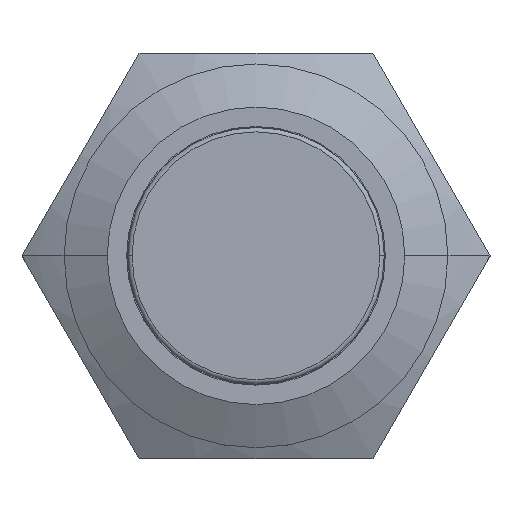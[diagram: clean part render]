
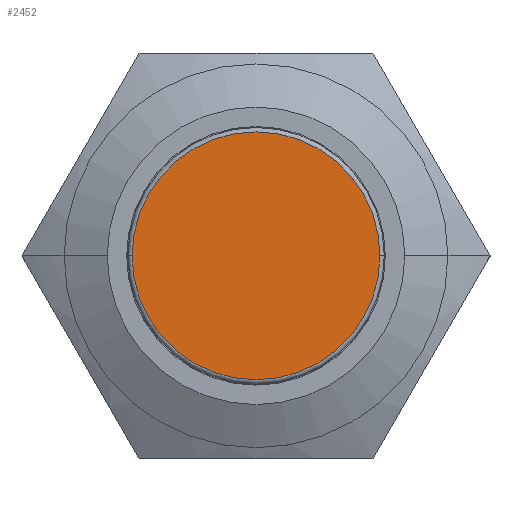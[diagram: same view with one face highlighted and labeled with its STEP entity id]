
A CAD part, top view. The second image highlights one B-rep face of the part: STEP entity #2452.
In plain terms, the highlighted planar face has unit normal (0, 0, 1).
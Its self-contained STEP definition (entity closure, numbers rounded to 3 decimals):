
#392 = EDGE_CURVE ( 'NONE', #2646, #1988, #2556, .T. ) ;
#725 = DIRECTION ( 'NONE',  ( 0., 0., 1. ) ) ;
#730 = DIRECTION ( 'NONE',  ( 1., 0., 0. ) ) ;
#796 = DIRECTION ( 'NONE',  ( 1., 0., 0. ) ) ;
#1988 = VERTEX_POINT ( 'NONE', #4520 ) ;
#2452 = ADVANCED_FACE ( 'NONE', ( #6685 ), #3107, .T. ) ;
#2556 = CIRCLE ( 'NONE', #7276, 5.75 ) ;
#2629 = DIRECTION ( 'NONE',  ( 0., 0., 1. ) ) ;
#2646 = VERTEX_POINT ( 'NONE', #3185 ) ;
#3107 = PLANE ( 'NONE',  #6224 ) ;
#3185 = CARTESIAN_POINT ( 'NONE',  ( -5.75, 0., 1.6 ) ) ;
#3701 = ORIENTED_EDGE ( 'NONE', *, *, #6560, .T. ) ;
#4257 = CIRCLE ( 'NONE', #4507, 5.75 ) ;
#4282 = CARTESIAN_POINT ( 'NONE',  ( 0., 0., 1.6 ) ) ;
#4507 = AXIS2_PLACEMENT_3D ( 'NONE', #5580, #2629, #6835 ) ;
#4520 = CARTESIAN_POINT ( 'NONE',  ( 5.75, 0., 1.6 ) ) ;
#5445 = ORIENTED_EDGE ( 'NONE', *, *, #392, .T. ) ;
#5580 = CARTESIAN_POINT ( 'NONE',  ( 0., 0., 1.6 ) ) ;
#6224 = AXIS2_PLACEMENT_3D ( 'NONE', #4282, #6649, #730 ) ;
#6560 = EDGE_CURVE ( 'NONE', #1988, #2646, #4257, .T. ) ;
#6649 = DIRECTION ( 'NONE',  ( 0., 0., 1. ) ) ;
#6685 = FACE_OUTER_BOUND ( 'NONE', #6733, .T. ) ;
#6733 = EDGE_LOOP ( 'NONE', ( #3701, #5445 ) ) ;
#6835 = DIRECTION ( 'NONE',  ( 1., 0., 0. ) ) ;
#7267 = CARTESIAN_POINT ( 'NONE',  ( 0., 0., 1.6 ) ) ;
#7276 = AXIS2_PLACEMENT_3D ( 'NONE', #7267, #725, #796 ) ;
